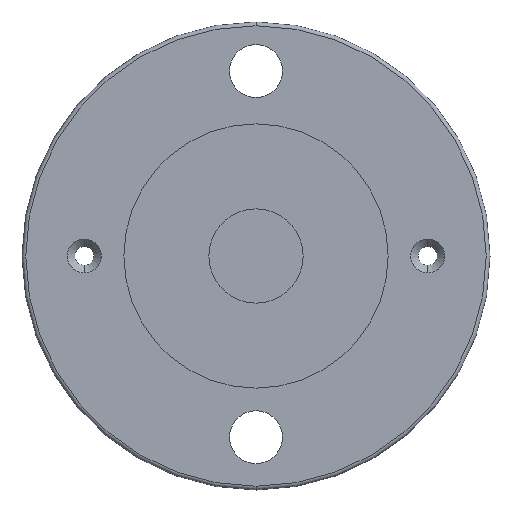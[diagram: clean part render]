
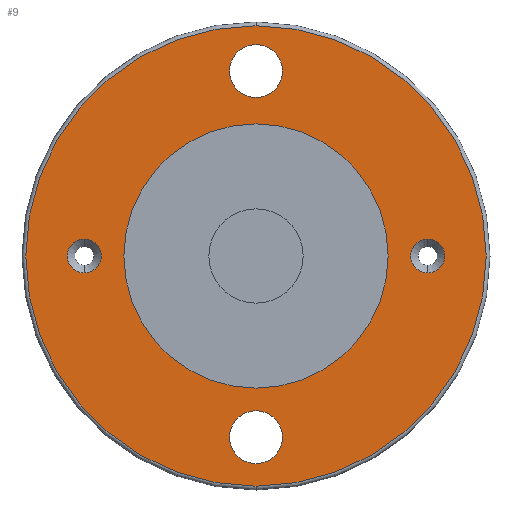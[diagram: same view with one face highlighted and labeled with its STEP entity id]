
A CAD part, front view. The second image highlights one B-rep face of the part: STEP entity #9.
In plain terms, the highlighted planar face has unit normal (0, -1, 0).
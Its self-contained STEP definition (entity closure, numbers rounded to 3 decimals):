
#8 = ORIENTED_EDGE ( 'NONE', *, *, #1360, .T. ) ;
#9 = ADVANCED_FACE ( 'NONE', ( #13, #97, #1462, #1050, #658, #337 ), #1559, .T. ) ;
#11 = DIRECTION ( 'NONE',  ( 0., 1., 0. ) ) ;
#13 = FACE_BOUND ( 'NONE', #762, .T. ) ;
#32 = DIRECTION ( 'NONE',  ( 0., 0., -1. ) ) ;
#50 = CARTESIAN_POINT ( 'NONE',  ( -45.5, 0., 0. ) ) ;
#58 = ORIENTED_EDGE ( 'NONE', *, *, #1312, .T. ) ;
#61 = CARTESIAN_POINT ( 'NONE',  ( 0., 0., -48. ) ) ;
#97 = FACE_BOUND ( 'NONE', #1416, .T. ) ;
#100 = EDGE_LOOP ( 'NONE', ( #1356, #1451 ) ) ;
#114 = CARTESIAN_POINT ( 'NONE',  ( 0., 0., -41. ) ) ;
#115 = CARTESIAN_POINT ( 'NONE',  ( 0., 0., -48. ) ) ;
#140 = CIRCLE ( 'NONE', #617, 7. ) ;
#142 = CARTESIAN_POINT ( 'NONE',  ( 0., 0., 42. ) ) ;
#148 = VERTEX_POINT ( 'NONE', #341 ) ;
#157 = DIRECTION ( 'NONE',  ( 0., 0., -1. ) ) ;
#161 = VERTEX_POINT ( 'NONE', #234 ) ;
#162 = CARTESIAN_POINT ( 'NONE',  ( 0., 0., -61. ) ) ;
#171 = DIRECTION ( 'NONE',  ( 0., 0., 1. ) ) ;
#179 = CARTESIAN_POINT ( 'NONE',  ( 0., 0., 56. ) ) ;
#183 = VERTEX_POINT ( 'NONE', #566 ) ;
#188 = CIRCLE ( 'NONE', #707, 7. ) ;
#196 = VERTEX_POINT ( 'NONE', #114 ) ;
#210 = CIRCLE ( 'NONE', #637, 4.5 ) ;
#217 = DIRECTION ( 'NONE',  ( 0., 0., -1. ) ) ;
#222 = DIRECTION ( 'NONE',  ( 0., 0., 1. ) ) ;
#234 = CARTESIAN_POINT ( 'NONE',  ( 0., 0., 61. ) ) ;
#244 = DIRECTION ( 'NONE',  ( 0., -1., 0. ) ) ;
#247 = DIRECTION ( 'NONE',  ( 0., -1., 0. ) ) ;
#263 = CARTESIAN_POINT ( 'NONE',  ( 0., 0., 35. ) ) ;
#289 = CARTESIAN_POINT ( 'NONE',  ( -45.5, 0., -4.5 ) ) ;
#313 = VERTEX_POINT ( 'NONE', #142 ) ;
#337 = FACE_BOUND ( 'NONE', #100, .T. ) ;
#341 = CARTESIAN_POINT ( 'NONE',  ( 45.5, 0., -4.5 ) ) ;
#380 = DIRECTION ( 'NONE',  ( 0., 1., 0. ) ) ;
#391 = CIRCLE ( 'NONE', #841, 4.5 ) ;
#411 = DIRECTION ( 'NONE',  ( 0., -1., 0. ) ) ;
#428 = DIRECTION ( 'NONE',  ( 0., -1., 0. ) ) ;
#442 = AXIS2_PLACEMENT_3D ( 'NONE', #50, #896, #157 ) ;
#455 = ORIENTED_EDGE ( 'NONE', *, *, #1189, .F. ) ;
#461 = CARTESIAN_POINT ( 'NONE',  ( 0., 0., 0. ) ) ;
#487 = ORIENTED_EDGE ( 'NONE', *, *, #1366, .F. ) ;
#512 = DIRECTION ( 'NONE',  ( 0., -1., 0. ) ) ;
#520 = CIRCLE ( 'NONE', #795, 61. ) ;
#531 = VERTEX_POINT ( 'NONE', #162 ) ;
#558 = CIRCLE ( 'NONE', #814, 35. ) ;
#566 = CARTESIAN_POINT ( 'NONE',  ( 0., 0., -55. ) ) ;
#582 = DIRECTION ( 'NONE',  ( 0., 0., -1. ) ) ;
#615 = AXIS2_PLACEMENT_3D ( 'NONE', #1226, #380, #1397 ) ;
#617 = AXIS2_PLACEMENT_3D ( 'NONE', #61, #907, #171 ) ;
#632 = AXIS2_PLACEMENT_3D ( 'NONE', #461, #1478, #582 ) ;
#637 = AXIS2_PLACEMENT_3D ( 'NONE', #1017, #244, #1178 ) ;
#638 = AXIS2_PLACEMENT_3D ( 'NONE', #1576, #729, #32 ) ;
#640 = AXIS2_PLACEMENT_3D ( 'NONE', #1426, #512, #1527 ) ;
#658 = FACE_OUTER_BOUND ( 'NONE', #1357, .T. ) ;
#665 = EDGE_LOOP ( 'NONE', ( #58, #990 ) ) ;
#690 = CARTESIAN_POINT ( 'NONE',  ( 0., 0., 49. ) ) ;
#704 = AXIS2_PLACEMENT_3D ( 'NONE', #690, #11, #845 ) ;
#707 = AXIS2_PLACEMENT_3D ( 'NONE', #115, #976, #222 ) ;
#729 = DIRECTION ( 'NONE',  ( 0., -1., 0. ) ) ;
#731 = CIRCLE ( 'NONE', #615, 7. ) ;
#762 = EDGE_LOOP ( 'NONE', ( #1529, #880 ) ) ;
#795 = AXIS2_PLACEMENT_3D ( 'NONE', #1308, #428, #1449 ) ;
#797 = CARTESIAN_POINT ( 'NONE',  ( -45.5, 0., 4.5 ) ) ;
#814 = AXIS2_PLACEMENT_3D ( 'NONE', #1601, #972, #217 ) ;
#825 = CIRCLE ( 'NONE', #638, 4.5 ) ;
#841 = AXIS2_PLACEMENT_3D ( 'NONE', #1278, #411, #1435 ) ;
#845 = DIRECTION ( 'NONE',  ( 0., 0., 1. ) ) ;
#880 = ORIENTED_EDGE ( 'NONE', *, *, #1137, .F. ) ;
#896 = DIRECTION ( 'NONE',  ( 0., -1., 0. ) ) ;
#907 = DIRECTION ( 'NONE',  ( 0., 1., 0. ) ) ;
#918 = ORIENTED_EDGE ( 'NONE', *, *, #1399, .T. ) ;
#972 = DIRECTION ( 'NONE',  ( 0., -1., 0. ) ) ;
#976 = DIRECTION ( 'NONE',  ( 0., 1., 0. ) ) ;
#990 = ORIENTED_EDGE ( 'NONE', *, *, #1400, .T. ) ;
#1017 = CARTESIAN_POINT ( 'NONE',  ( 45.5, 0., 0. ) ) ;
#1021 = CARTESIAN_POINT ( 'NONE',  ( 35., 0., 0. ) ) ;
#1050 = FACE_BOUND ( 'NONE', #665, .T. ) ;
#1053 = CARTESIAN_POINT ( 'NONE',  ( 0., 0., -35. ) ) ;
#1130 = AXIS2_PLACEMENT_3D ( 'NONE', #1021, #247, #1186 ) ;
#1137 = EDGE_CURVE ( 'NONE', #1615, #1573, #1217, .T. ) ;
#1178 = DIRECTION ( 'NONE',  ( 0., 0., -1. ) ) ;
#1186 = DIRECTION ( 'NONE',  ( 0., 0., -1. ) ) ;
#1189 = EDGE_CURVE ( 'NONE', #1533, #148, #391, .T. ) ;
#1217 = CIRCLE ( 'NONE', #442, 4.5 ) ;
#1226 = CARTESIAN_POINT ( 'NONE',  ( 0., 0., 49. ) ) ;
#1232 = EDGE_CURVE ( 'NONE', #1394, #1429, #558, .T. ) ;
#1239 = CIRCLE ( 'NONE', #632, 35. ) ;
#1241 = CARTESIAN_POINT ( 'NONE',  ( 45.5, 0., 4.5 ) ) ;
#1244 = EDGE_CURVE ( 'NONE', #531, #161, #520, .T. ) ;
#1257 = CIRCLE ( 'NONE', #704, 7. ) ;
#1278 = CARTESIAN_POINT ( 'NONE',  ( 45.5, 0., 0. ) ) ;
#1287 = CIRCLE ( 'NONE', #640, 61. ) ;
#1305 = EDGE_CURVE ( 'NONE', #196, #183, #188, .T. ) ;
#1308 = CARTESIAN_POINT ( 'NONE',  ( 0., 0., 0. ) ) ;
#1312 = EDGE_CURVE ( 'NONE', #1526, #313, #1257, .T. ) ;
#1356 = ORIENTED_EDGE ( 'NONE', *, *, #1367, .F. ) ;
#1357 = EDGE_LOOP ( 'NONE', ( #1549, #8 ) ) ;
#1360 = EDGE_CURVE ( 'NONE', #161, #531, #1287, .T. ) ;
#1363 = EDGE_CURVE ( 'NONE', #1573, #1615, #825, .T. ) ;
#1366 = EDGE_CURVE ( 'NONE', #148, #1533, #210, .T. ) ;
#1367 = EDGE_CURVE ( 'NONE', #1429, #1394, #1239, .T. ) ;
#1394 = VERTEX_POINT ( 'NONE', #263 ) ;
#1397 = DIRECTION ( 'NONE',  ( 0., 0., 1. ) ) ;
#1399 = EDGE_CURVE ( 'NONE', #183, #196, #140, .T. ) ;
#1400 = EDGE_CURVE ( 'NONE', #313, #1526, #731, .T. ) ;
#1416 = EDGE_LOOP ( 'NONE', ( #487, #455 ) ) ;
#1426 = CARTESIAN_POINT ( 'NONE',  ( 0., 0., 0. ) ) ;
#1429 = VERTEX_POINT ( 'NONE', #1053 ) ;
#1435 = DIRECTION ( 'NONE',  ( 0., 0., -1. ) ) ;
#1449 = DIRECTION ( 'NONE',  ( 0., 0., -1. ) ) ;
#1451 = ORIENTED_EDGE ( 'NONE', *, *, #1232, .F. ) ;
#1462 = FACE_BOUND ( 'NONE', #1554, .T. ) ;
#1478 = DIRECTION ( 'NONE',  ( 0., -1., 0. ) ) ;
#1526 = VERTEX_POINT ( 'NONE', #179 ) ;
#1527 = DIRECTION ( 'NONE',  ( 0., 0., -1. ) ) ;
#1529 = ORIENTED_EDGE ( 'NONE', *, *, #1363, .F. ) ;
#1533 = VERTEX_POINT ( 'NONE', #1241 ) ;
#1549 = ORIENTED_EDGE ( 'NONE', *, *, #1244, .T. ) ;
#1554 = EDGE_LOOP ( 'NONE', ( #1610, #918 ) ) ;
#1559 = PLANE ( 'NONE',  #1130 ) ;
#1573 = VERTEX_POINT ( 'NONE', #289 ) ;
#1576 = CARTESIAN_POINT ( 'NONE',  ( -45.5, 0., 0. ) ) ;
#1601 = CARTESIAN_POINT ( 'NONE',  ( 0., 0., 0. ) ) ;
#1610 = ORIENTED_EDGE ( 'NONE', *, *, #1305, .T. ) ;
#1615 = VERTEX_POINT ( 'NONE', #797 ) ;
